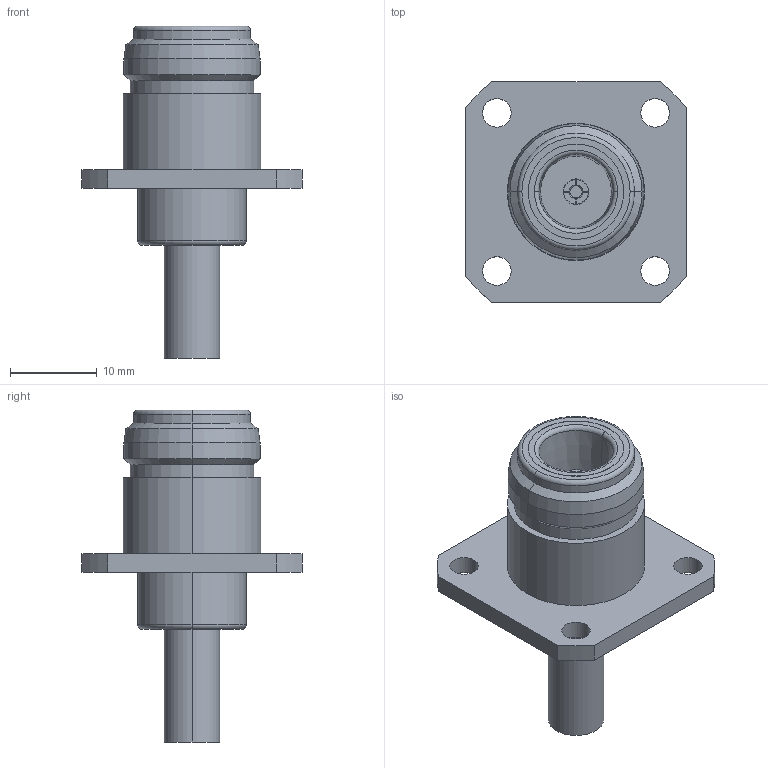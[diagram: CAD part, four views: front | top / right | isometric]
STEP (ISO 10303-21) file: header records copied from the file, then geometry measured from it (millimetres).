
FILE_DESCRIPTION (( 'STEP AP214' ), '1' );
FILE_NAME ('J01021A0152.STEP', '2018-07-13T09:53:59', ( '' ), ( '' ), 'SwSTEP 2.0', 'SolidWorks 2017', '' );
FILE_SCHEMA (( 'AUTOMOTIVE_DESIGN' ));
Length unit declared in the file: millimetre
Products named in the file (1): J01021A0152
Bounding box: 25.4 x 25.4 x 38.3 mm (x, y, z)
Volume: 4990.1 mm3; surface area: 3607.2 mm2
Topology: 1 solids, 2 shells, 96 faces, 216 edges, 136 vertices
Faces by surface type: cylinder 44, plane 28, cone 18, torus 6
Entity records: 3766 total; most frequent: DIRECTION 500, CARTESIAN_POINT 497, ORIENTED_EDGE 432, EDGE_CURVE 216, AXIS2_PLACEMENT_3D 203, VERTEX_POINT 136, EDGE_LOOP 118, CIRCLE 106
